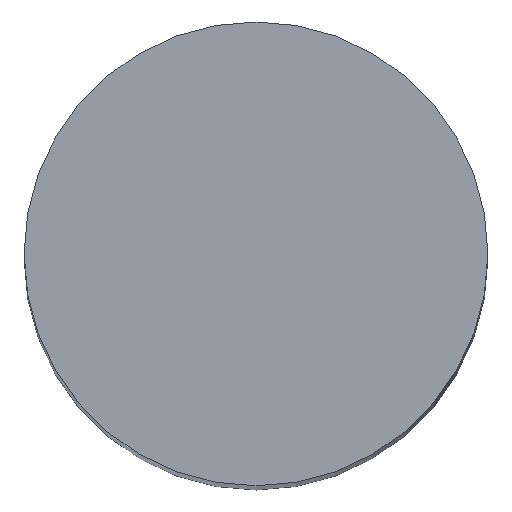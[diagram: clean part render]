
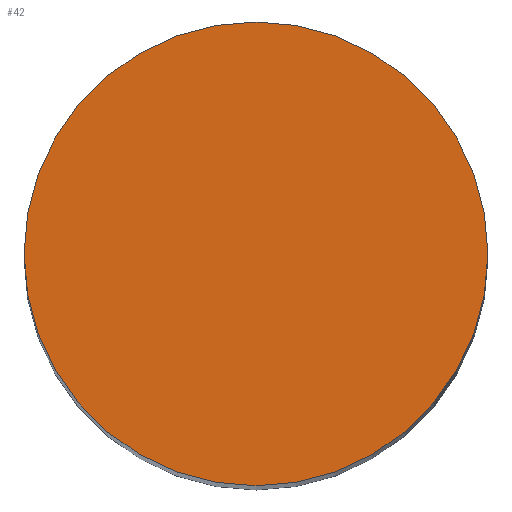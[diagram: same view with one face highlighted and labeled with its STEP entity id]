
A CAD part, top view. The second image highlights one B-rep face of the part: STEP entity #42.
In plain terms, the highlighted planar face has unit normal (0, 0, 1).
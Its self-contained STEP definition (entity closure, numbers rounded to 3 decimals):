
#33=EDGE_CURVE('240[2]',#66,#66,#67,.T.);
#42=ADVANCED_FACE('240[2]',(#78),#79,.T.);
#66=VERTEX_POINT('',#96);
#67=CIRCLE('',#97,5.0);
#78=FACE_OUTER_BOUND('',#110,.T.);
#79=PLANE('',#111);
#96=CARTESIAN_POINT('',(0.,5.,52.0));
#97=AXIS2_PLACEMENT_3D('',#122,#123,#124);
#110=EDGE_LOOP('',(#133));
#111=AXIS2_PLACEMENT_3D('',#134,#135,#136);
#122=CARTESIAN_POINT('',(0.,0.,52.0));
#123=DIRECTION('',(0.,0.,-1.0));
#124=DIRECTION('',(0.,1.0,0.));
#133=ORIENTED_EDGE('',*,*,#33,.F.);
#134=CARTESIAN_POINT('',(0.,2.5,52.0));
#135=DIRECTION('',(0.,0.,1.0));
#136=DIRECTION('',(1.0,0.,0.0));
